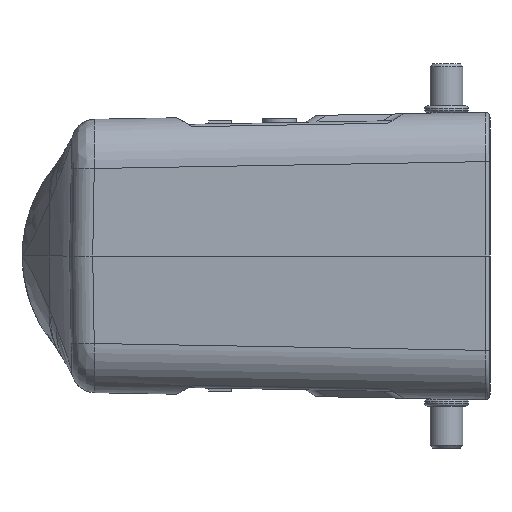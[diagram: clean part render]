
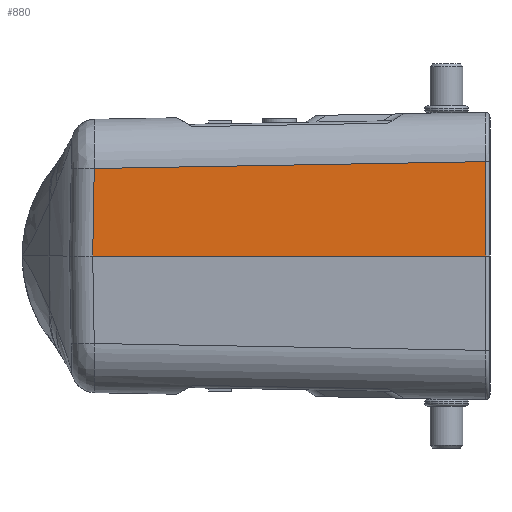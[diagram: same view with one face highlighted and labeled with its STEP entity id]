
A CAD part, left-side view. The second image highlights one B-rep face of the part: STEP entity #880.
In plain terms, the highlighted planar face has unit normal (-1, 0.018, 0.017).
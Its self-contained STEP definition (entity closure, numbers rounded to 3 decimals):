
#515=PLANE('',#8346);
#880=ADVANCED_FACE('',(#1518),#515,.T.);
#1518=FACE_OUTER_BOUND('',#1950,.T.);
#1950=EDGE_LOOP('',(#4621,#4622,#4623,#4624));
#2943=LINE('',#12360,#3580);
#2944=LINE('',#12362,#3581);
#2945=LINE('',#12364,#3582);
#2946=LINE('',#12366,#3583);
#3580=VECTOR('',#9673,1.);
#3581=VECTOR('',#9676,1.);
#3582=VECTOR('',#9677,1.);
#3583=VECTOR('',#9678,1.);
#4621=ORIENTED_EDGE('',*,*,#7298,.F.);
#4622=ORIENTED_EDGE('',*,*,#7297,.T.);
#4623=ORIENTED_EDGE('',*,*,#7299,.F.);
#4624=ORIENTED_EDGE('',*,*,#7300,.T.);
#6443=VERTEX_POINT('',#12338);
#6444=VERTEX_POINT('',#12359);
#6445=VERTEX_POINT('',#12363);
#6446=VERTEX_POINT('',#12365);
#7297=EDGE_CURVE('',#6443,#6444,#2943,.T.);
#7298=EDGE_CURVE('',#6443,#6445,#2944,.T.);
#7299=EDGE_CURVE('',#6446,#6444,#2945,.T.);
#7300=EDGE_CURVE('',#6446,#6445,#2946,.T.);
#8346=AXIS2_PLACEMENT_3D('',#12367,#9679,#9680);
#9673=DIRECTION('',(-0.017,0.017,-1.));
#9676=DIRECTION('',(-0.017,-1.,0.017));
#9677=DIRECTION('',(0.017,1.,0.));
#9678=DIRECTION('',(0.017,0.,1.));
#9679=DIRECTION('',(-1.,0.017,0.017));
#9680=DIRECTION('',(-0.017,0.,-1.));
#12338=CARTESIAN_POINT('',(-45.487,129.233,13.098));
#12359=CARTESIAN_POINT('',(-45.712,129.462,0.));
#12360=CARTESIAN_POINT('',(-45.284,129.027,24.924));
#12362=CARTESIAN_POINT('',(-46.507,69.809,14.135));
#12363=CARTESIAN_POINT('',(-46.493,70.609,14.121));
#12364=CARTESIAN_POINT('',(-46.739,70.609,0.));
#12365=CARTESIAN_POINT('',(-46.739,70.609,0.));
#12366=CARTESIAN_POINT('',(-46.322,70.609,23.912));
#12367=CARTESIAN_POINT('',(-46.333,70.,23.912));
